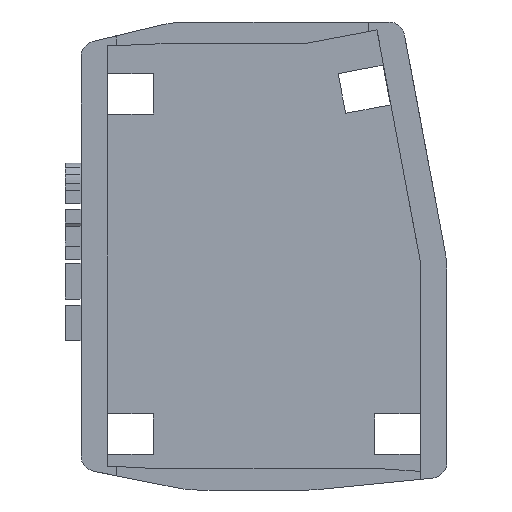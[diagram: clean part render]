
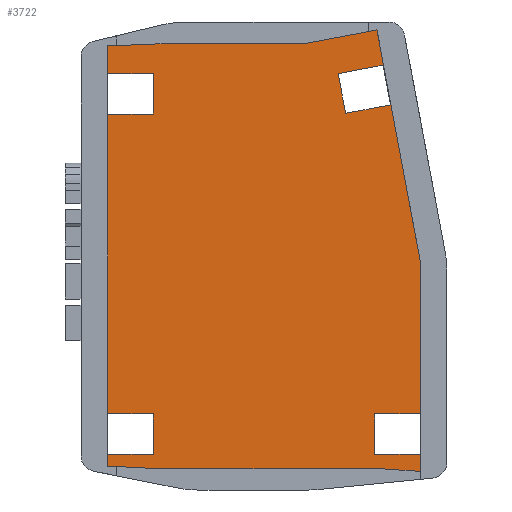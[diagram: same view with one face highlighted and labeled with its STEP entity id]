
A CAD part, front view. The second image highlights one B-rep face of the part: STEP entity #3722.
In plain terms, the highlighted planar face has unit normal (0, -1, 0).
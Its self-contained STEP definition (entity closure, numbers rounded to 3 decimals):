
#172=FACE_BOUND('',#661,.T.);
#298=PLANE('',#3946);
#445=FACE_OUTER_BOUND('',#660,.T.);
#660=EDGE_LOOP('',(#2993,#2994,#2995,#2996,#2997,#2998,#2999,#3000,#3001,
#3002,#3003,#3004,#3005,#3006,#3007,#3008,#3009,#3010,#3011,#3012,#3013));
#661=EDGE_LOOP('',(#3014,#3015,#3016,#3017));
#934=LINE('',#5500,#1333);
#981=LINE('',#5599,#1380);
#985=LINE('',#5607,#1384);
#989=LINE('',#5615,#1388);
#1012=LINE('',#5676,#1411);
#1024=LINE('',#5729,#1423);
#1028=LINE('',#5736,#1427);
#1030=LINE('',#5739,#1429);
#1032=LINE('',#5744,#1431);
#1036=LINE('',#5752,#1435);
#1039=LINE('',#5758,#1438);
#1042=LINE('',#5763,#1441);
#1044=LINE('',#5768,#1443);
#1048=LINE('',#5776,#1447);
#1051=LINE('',#5782,#1450);
#1054=LINE('',#5789,#1453);
#1058=LINE('',#5796,#1457);
#1060=LINE('',#5799,#1459);
#1062=LINE('',#5803,#1461);
#1063=LINE('',#5804,#1462);
#1064=LINE('',#5805,#1463);
#1065=LINE('',#5806,#1464);
#1066=LINE('',#5808,#1465);
#1067=LINE('',#5810,#1466);
#1068=LINE('',#5811,#1467);
#1333=VECTOR('',#4359,10.);
#1380=VECTOR('',#4440,10.);
#1384=VECTOR('',#4444,10.);
#1388=VECTOR('',#4448,10.);
#1411=VECTOR('',#4499,10.);
#1423=VECTOR('',#4561,10.);
#1427=VECTOR('',#4567,10.);
#1429=VECTOR('',#4571,10.);
#1431=VECTOR('',#4575,10.);
#1435=VECTOR('',#4581,10.);
#1438=VECTOR('',#4586,10.);
#1441=VECTOR('',#4591,10.);
#1443=VECTOR('',#4595,10.);
#1447=VECTOR('',#4601,10.);
#1450=VECTOR('',#4606,10.);
#1453=VECTOR('',#4611,10.);
#1457=VECTOR('',#4617,10.);
#1459=VECTOR('',#4621,10.);
#1461=VECTOR('',#4625,10.);
#1462=VECTOR('',#4626,10.);
#1463=VECTOR('',#4627,10.);
#1464=VECTOR('',#4628,10.);
#1465=VECTOR('',#4629,10.);
#1466=VECTOR('',#4630,10.);
#1467=VECTOR('',#4631,10.);
#1722=VERTEX_POINT('',#5497);
#1723=VERTEX_POINT('',#5499);
#1757=VERTEX_POINT('',#5596);
#1758=VERTEX_POINT('',#5598);
#1761=VERTEX_POINT('',#5604);
#1762=VERTEX_POINT('',#5606);
#1765=VERTEX_POINT('',#5612);
#1766=VERTEX_POINT('',#5614);
#1789=VERTEX_POINT('',#5673);
#1790=VERTEX_POINT('',#5675);
#1805=VERTEX_POINT('',#5727);
#1806=VERTEX_POINT('',#5728);
#1809=VERTEX_POINT('',#5742);
#1810=VERTEX_POINT('',#5743);
#1813=VERTEX_POINT('',#5751);
#1815=VERTEX_POINT('',#5757);
#1817=VERTEX_POINT('',#5766);
#1818=VERTEX_POINT('',#5767);
#1821=VERTEX_POINT('',#5775);
#1823=VERTEX_POINT('',#5781);
#1825=VERTEX_POINT('',#5787);
#1826=VERTEX_POINT('',#5788);
#1829=VERTEX_POINT('',#5802);
#1830=VERTEX_POINT('',#5807);
#1831=VERTEX_POINT('',#5809);
#2114=EDGE_CURVE('',#1722,#1723,#934,.T.);
#2164=EDGE_CURVE('',#1757,#1758,#981,.T.);
#2168=EDGE_CURVE('',#1761,#1762,#985,.T.);
#2172=EDGE_CURVE('',#1765,#1766,#989,.T.);
#2203=EDGE_CURVE('',#1790,#1789,#1012,.T.);
#2227=EDGE_CURVE('',#1805,#1806,#1024,.T.);
#2231=EDGE_CURVE('',#1806,#1758,#1028,.T.);
#2233=EDGE_CURVE('',#1761,#1805,#1030,.T.);
#2235=EDGE_CURVE('',#1809,#1810,#1032,.T.);
#2239=EDGE_CURVE('',#1810,#1813,#1036,.T.);
#2242=EDGE_CURVE('',#1813,#1815,#1039,.T.);
#2245=EDGE_CURVE('',#1815,#1809,#1042,.T.);
#2247=EDGE_CURVE('',#1817,#1818,#1044,.T.);
#2251=EDGE_CURVE('',#1818,#1821,#1048,.T.);
#2254=EDGE_CURVE('',#1823,#1817,#1051,.T.);
#2257=EDGE_CURVE('',#1825,#1826,#1054,.T.);
#2261=EDGE_CURVE('',#1826,#1762,#1058,.T.);
#2263=EDGE_CURVE('',#1765,#1825,#1060,.T.);
#2265=EDGE_CURVE('',#1757,#1829,#1062,.T.);
#2266=EDGE_CURVE('',#1829,#1790,#1063,.T.);
#2267=EDGE_CURVE('',#1823,#1789,#1064,.T.);
#2268=EDGE_CURVE('',#1723,#1821,#1065,.T.);
#2269=EDGE_CURVE('',#1722,#1830,#1066,.T.);
#2270=EDGE_CURVE('',#1830,#1831,#1067,.T.);
#2271=EDGE_CURVE('',#1831,#1766,#1068,.T.);
#2993=ORIENTED_EDGE('',*,*,#2233,.T.);
#2994=ORIENTED_EDGE('',*,*,#2227,.T.);
#2995=ORIENTED_EDGE('',*,*,#2231,.T.);
#2996=ORIENTED_EDGE('',*,*,#2164,.F.);
#2997=ORIENTED_EDGE('',*,*,#2265,.T.);
#2998=ORIENTED_EDGE('',*,*,#2266,.T.);
#2999=ORIENTED_EDGE('',*,*,#2203,.T.);
#3000=ORIENTED_EDGE('',*,*,#2267,.F.);
#3001=ORIENTED_EDGE('',*,*,#2254,.T.);
#3002=ORIENTED_EDGE('',*,*,#2247,.T.);
#3003=ORIENTED_EDGE('',*,*,#2251,.T.);
#3004=ORIENTED_EDGE('',*,*,#2268,.F.);
#3005=ORIENTED_EDGE('',*,*,#2114,.F.);
#3006=ORIENTED_EDGE('',*,*,#2269,.T.);
#3007=ORIENTED_EDGE('',*,*,#2270,.T.);
#3008=ORIENTED_EDGE('',*,*,#2271,.T.);
#3009=ORIENTED_EDGE('',*,*,#2172,.F.);
#3010=ORIENTED_EDGE('',*,*,#2263,.T.);
#3011=ORIENTED_EDGE('',*,*,#2257,.T.);
#3012=ORIENTED_EDGE('',*,*,#2261,.T.);
#3013=ORIENTED_EDGE('',*,*,#2168,.F.);
#3014=ORIENTED_EDGE('',*,*,#2242,.T.);
#3015=ORIENTED_EDGE('',*,*,#2245,.T.);
#3016=ORIENTED_EDGE('',*,*,#2235,.T.);
#3017=ORIENTED_EDGE('',*,*,#2239,.T.);
#3722=ADVANCED_FACE('',(#445,#172),#298,.F.);
#3946=AXIS2_PLACEMENT_3D('',#5801,#4623,#4624);
#4359=DIRECTION('',(0.184,0.,-0.983));
#4440=DIRECTION('',(0.,0.,1.));
#4444=DIRECTION('',(0.,0.,1.));
#4448=DIRECTION('',(0.,0.,1.));
#4499=DIRECTION('',(0.998,0.,-0.067));
#4561=DIRECTION('',(0.,0.,-1.));
#4567=DIRECTION('',(-1.,0.,0.));
#4571=DIRECTION('',(1.,0.,0.));
#4575=DIRECTION('',(0.184,0.,-0.983));
#4581=DIRECTION('',(-0.983,0.,-0.184));
#4586=DIRECTION('',(-0.184,0.,0.983));
#4591=DIRECTION('',(0.983,0.,0.184));
#4595=DIRECTION('',(0.,0.,1.));
#4601=DIRECTION('',(1.,0.,0.));
#4606=DIRECTION('',(-1.,0.,0.));
#4611=DIRECTION('',(0.,0.,-1.));
#4617=DIRECTION('',(-1.,0.,0.));
#4621=DIRECTION('',(1.,0.,0.));
#4623=DIRECTION('center_axis',(0.,1.,0.));
#4624=DIRECTION('ref_axis',(0.,0.,1.));
#4625=DIRECTION('',(0.999,0.,-0.051));
#4626=DIRECTION('',(1.,0.,0.));
#4627=DIRECTION('',(0.,0.,-1.));
#4628=DIRECTION('',(0.,0.,-1.));
#4629=DIRECTION('',(-0.983,0.,-0.185));
#4630=DIRECTION('',(-1.,0.,0.));
#4631=DIRECTION('',(-0.999,0.,-0.04));
#5497=CARTESIAN_POINT('',(-81.391,0.,236.432));
#5499=CARTESIAN_POINT('',(-73.235,0.,192.932));
#5500=CARTESIAN_POINT('',(-82.235,0.,240.932));
#5596=CARTESIAN_POINT('',(-132.035,0.,154.432));
#5598=CARTESIAN_POINT('',(-132.035,0.,156.632));
#5599=CARTESIAN_POINT('',(-132.035,0.,148.932));
#5604=CARTESIAN_POINT('',(-132.035,0.,164.232));
#5606=CARTESIAN_POINT('',(-132.035,0.,220.632));
#5607=CARTESIAN_POINT('',(-132.035,0.,148.932));
#5612=CARTESIAN_POINT('',(-132.035,0.,228.232));
#5614=CARTESIAN_POINT('',(-132.035,0.,233.432));
#5615=CARTESIAN_POINT('',(-132.035,0.,148.932));
#5673=CARTESIAN_POINT('',(-73.235,0.,153.432));
#5675=CARTESIAN_POINT('',(-80.735,0.,153.932));
#5676=CARTESIAN_POINT('',(-89.214,0.,154.497));
#5727=CARTESIAN_POINT('',(-123.435,0.,164.232));
#5728=CARTESIAN_POINT('',(-123.435,0.,156.632));
#5729=CARTESIAN_POINT('',(-123.435,0.,175.282));
#5736=CARTESIAN_POINT('',(-117.335,0.,156.632));
#5739=CARTESIAN_POINT('',(-113.035,0.,164.232));
#5742=CARTESIAN_POINT('',(-80.238,0.,229.817));
#5743=CARTESIAN_POINT('',(-78.838,0.,222.347));
#5744=CARTESIAN_POINT('',(-76.668,0.,210.777));
#5751=CARTESIAN_POINT('',(-87.29,0.,220.762));
#5752=CARTESIAN_POINT('',(-97.132,0.,218.917));
#5757=CARTESIAN_POINT('',(-88.691,0.,228.232));
#5758=CARTESIAN_POINT('',(-85.821,0.,212.927));
#5763=CARTESIAN_POINT('',(-94.306,0.,227.179));
#5766=CARTESIAN_POINT('',(-81.835,0.,156.632));
#5767=CARTESIAN_POINT('',(-81.835,0.,164.232));
#5768=CARTESIAN_POINT('',(-81.835,0.,179.082));
#5775=CARTESIAN_POINT('',(-73.235,0.,164.232));
#5776=CARTESIAN_POINT('',(-87.935,0.,164.232));
#5781=CARTESIAN_POINT('',(-73.235,0.,156.632));
#5782=CARTESIAN_POINT('',(-92.235,0.,156.632));
#5787=CARTESIAN_POINT('',(-123.435,0.,228.232));
#5788=CARTESIAN_POINT('',(-123.435,0.,220.632));
#5789=CARTESIAN_POINT('',(-123.435,0.,207.282));
#5796=CARTESIAN_POINT('',(-117.335,0.,220.632));
#5799=CARTESIAN_POINT('',(-113.035,0.,228.232));
#5801=CARTESIAN_POINT('Origin',(-102.635,0.,193.932));
#5802=CARTESIAN_POINT('',(-122.249,0.,153.932));
#5803=CARTESIAN_POINT('',(-113.487,0.,153.484));
#5804=CARTESIAN_POINT('',(-91.685,0.,153.932));
#5805=CARTESIAN_POINT('',(-73.235,0.,240.932));
#5806=CARTESIAN_POINT('',(-73.235,0.,240.932));
#5807=CARTESIAN_POINT('',(-94.673,0.,233.932));
#5808=CARTESIAN_POINT('',(-102.154,0.,232.524));
#5809=CARTESIAN_POINT('',(-119.535,0.,233.932));
#5810=CARTESIAN_POINT('',(-111.085,0.,233.932));
#5811=CARTESIAN_POINT('',(-118.147,0.,233.987));
